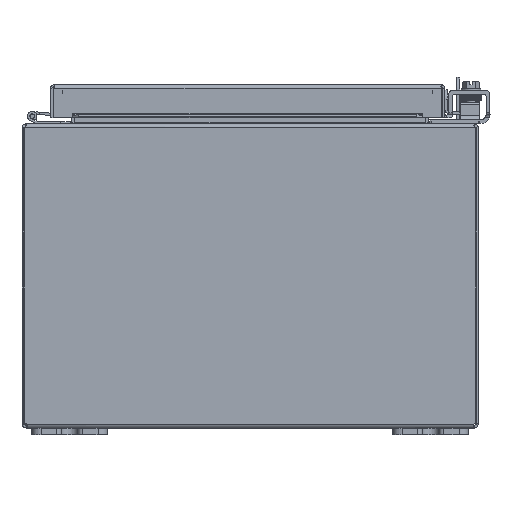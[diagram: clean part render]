
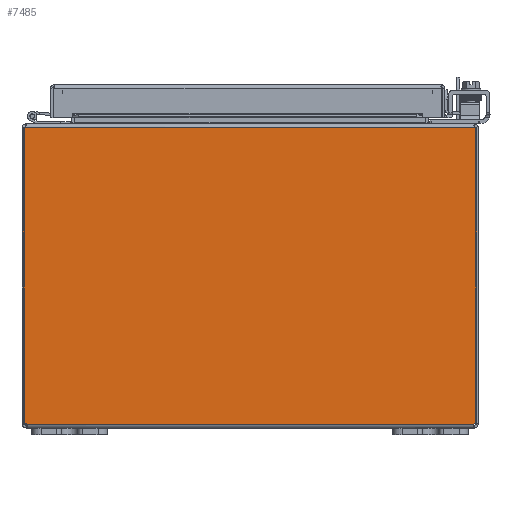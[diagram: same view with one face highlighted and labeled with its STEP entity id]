
A CAD part, front view. The second image highlights one B-rep face of the part: STEP entity #7485.
In plain terms, the highlighted planar face has unit normal (0, -1, 0).
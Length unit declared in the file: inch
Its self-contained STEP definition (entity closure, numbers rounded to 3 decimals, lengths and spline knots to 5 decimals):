
#6027=CARTESIAN_POINT('',(5.91495,-10.,7.89475));
#6028=VERTEX_POINT('',#6027);
#6060=CARTESIAN_POINT('',(-5.91495,-10.,7.89475));
#6061=VERTEX_POINT('',#6060);
#6075=CARTESIAN_POINT('',(5.91495,-10.,7.89475));
#6076=DIRECTION('',(-1.0,0.0,0.0));
#6077=VECTOR('',#6076,11.8299);
#6078=LINE('',#6075,#6077);
#6079=EDGE_CURVE('',#6028,#6061,#6078,.T.);
#6404=CARTESIAN_POINT('',(-5.963,-10.,7.89475));
#6405=VERTEX_POINT('',#6404);
#6412=CARTESIAN_POINT('',(-5.91495,-10.,7.89475));
#6413=DIRECTION('',(-1.0,0.0,0.0));
#6414=VECTOR('',#6413,0.04805);
#6415=LINE('',#6412,#6414);
#6416=EDGE_CURVE('',#6061,#6405,#6415,.T.);
#6582=CARTESIAN_POINT('',(5.963,-10.,7.89475));
#6583=VERTEX_POINT('',#6582);
#6584=CARTESIAN_POINT('',(5.963,-10.,7.89475));
#6585=DIRECTION('',(-1.0,0.0,0.0));
#6586=VECTOR('',#6585,0.04805);
#6587=LINE('',#6584,#6586);
#6588=EDGE_CURVE('',#6583,#6028,#6587,.T.);
#6613=CARTESIAN_POINT('',(5.963,-10.,0.12745));
#6614=VERTEX_POINT('',#6613);
#6615=CARTESIAN_POINT('',(5.963,-10.,7.89475));
#6616=DIRECTION('',(0.0,0.0,-1.0));
#6617=VECTOR('',#6616,7.7673);
#6618=LINE('',#6615,#6617);
#6619=EDGE_CURVE('',#6583,#6614,#6618,.T.);
#7417=CARTESIAN_POINT('',(-5.88277,-10.,0.10525));
#7418=VERTEX_POINT('',#7417);
#7425=CARTESIAN_POINT('',(-5.963,-10.,0.12745));
#7426=VERTEX_POINT('',#7425);
#7427=CARTESIAN_POINT('',(-5.93789,-10.,0.06211));
#7428=DIRECTION('',(0.0,1.0,0.0));
#7429=DIRECTION('',(1.0,0.0,0.0));
#7430=AXIS2_PLACEMENT_3D('',#7427,#7428,#7429);
#7431=CIRCLE('',#7430,0.07);
#7432=EDGE_CURVE('',#7426,#7418,#7431,.T.);
#7452=CARTESIAN_POINT('',(0.,-10.,4.00948));
#7453=DIRECTION('',(0.0,1.0,0.0));
#7454=DIRECTION('',(1.0,0.0,0.0));
#7455=AXIS2_PLACEMENT_3D('',#7452,#7453,#7454);
#7456=PLANE('',#7455);
#7457=ORIENTED_EDGE('',*,*,#6588,.T.);
#7458=ORIENTED_EDGE('',*,*,#6079,.T.);
#7459=ORIENTED_EDGE('',*,*,#6416,.T.);
#7460=CARTESIAN_POINT('',(-5.963,-10.0,0.12745));
#7461=DIRECTION('',(0.0,0.0,1.0));
#7462=VECTOR('',#7461,7.7673);
#7463=LINE('',#7460,#7462);
#7464=EDGE_CURVE('',#7426,#6405,#7463,.T.);
#7465=ORIENTED_EDGE('',*,*,#7464,.F.);
#7466=ORIENTED_EDGE('',*,*,#7432,.T.);
#7467=CARTESIAN_POINT('',(5.88277,-10.,0.10525));
#7468=VERTEX_POINT('',#7467);
#7469=CARTESIAN_POINT('',(-5.88277,-10.,0.10525));
#7470=DIRECTION('',(1.0,0.0,0.0));
#7471=VECTOR('',#7470,11.76553);
#7472=LINE('',#7469,#7471);
#7473=EDGE_CURVE('',#7418,#7468,#7472,.T.);
#7474=ORIENTED_EDGE('',*,*,#7473,.T.);
#7475=CARTESIAN_POINT('',(5.93789,-10.,0.06211));
#7476=DIRECTION('',(0.0,1.0,0.0));
#7477=DIRECTION('',(1.0,0.0,0.0));
#7478=AXIS2_PLACEMENT_3D('',#7475,#7476,#7477);
#7479=CIRCLE('',#7478,0.07);
#7480=EDGE_CURVE('',#7468,#6614,#7479,.T.);
#7481=ORIENTED_EDGE('',*,*,#7480,.T.);
#7482=ORIENTED_EDGE('',*,*,#6619,.F.);
#7483=EDGE_LOOP('',(#7457,#7458,#7459,#7465,#7466,#7474,#7481,#7482));
#7484=FACE_OUTER_BOUND('',#7483,.T.);
#7485=ADVANCED_FACE('',(#7484),#7456,.F.);
